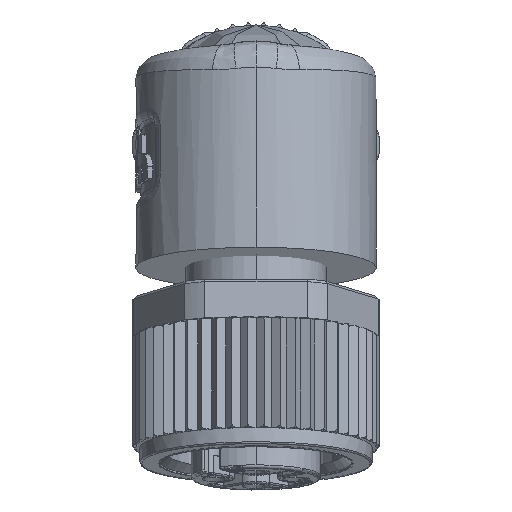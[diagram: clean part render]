
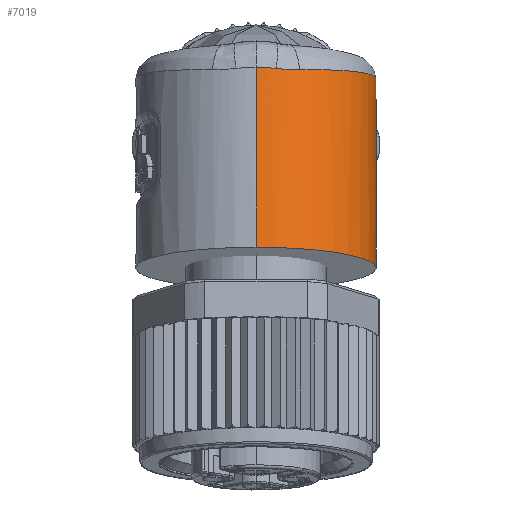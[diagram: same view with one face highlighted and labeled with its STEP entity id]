
A CAD part, front view. The second image highlights one B-rep face of the part: STEP entity #7019.
In plain terms, the highlighted cylindrical face has radius 7.5 mm (diameter 15 mm), a partial arc.
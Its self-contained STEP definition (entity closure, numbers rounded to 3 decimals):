
#7019=ADVANCED_FACE('',(#14064),#14065,.T.);
#14064=FACE_OUTER_BOUND('',#42607,.T.);
#14065=CYLINDRICAL_SURFACE('',#42608,7.5);
#42607=EDGE_LOOP('',(#64355,#64356,#64357,#64358,#64359,#64360,#64361,#64362,#64363,#64364,#64365));
#42608=AXIS2_PLACEMENT_3D('',#64366,#64367,#64368);
#64355=ORIENTED_EDGE('',*,*,#72708,.F.);
#64356=ORIENTED_EDGE('',*,*,#72712,.F.);
#64357=ORIENTED_EDGE('',*,*,#72849,.F.);
#64358=ORIENTED_EDGE('',*,*,#72850,.F.);
#64359=ORIENTED_EDGE('',*,*,#72851,.F.);
#64360=ORIENTED_EDGE('',*,*,#72714,.F.);
#64361=ORIENTED_EDGE('',*,*,#72704,.F.);
#64362=ORIENTED_EDGE('',*,*,#72852,.F.);
#64363=ORIENTED_EDGE('',*,*,#72759,.T.);
#64364=ORIENTED_EDGE('',*,*,#72853,.T.);
#64365=ORIENTED_EDGE('',*,*,#72701,.F.);
#64366=CARTESIAN_POINT('',(0.0,6.646,-7.682));
#64367=DIRECTION('',(0.0,-0.174,-0.985));
#64368=DIRECTION('',(0.0,-0.985,0.174));
#72701=EDGE_CURVE('',#84489,#84485,#84491,.T.);
#72704=EDGE_CURVE('',#84493,#84495,#84496,.T.);
#72708=EDGE_CURVE('',#84499,#84489,#84501,.T.);
#72712=EDGE_CURVE('',#84505,#84499,#84507,.T.);
#72714=EDGE_CURVE('',#84495,#84509,#84510,.T.);
#72759=EDGE_CURVE('',#84570,#84569,#84572,.T.);
#72849=EDGE_CURVE('',#84698,#84505,#84699,.T.);
#72850=EDGE_CURVE('',#84700,#84698,#84701,.T.);
#72851=EDGE_CURVE('',#84509,#84700,#84702,.T.);
#72852=EDGE_CURVE('',#84570,#84493,#84703,.T.);
#72853=EDGE_CURVE('',#84569,#84485,#84704,.T.);
#84485=VERTEX_POINT('',#110388);
#84489=VERTEX_POINT('',#110416);
#84491=B_SPLINE_CURVE_WITH_KNOTS('',3,(#110422,#110423,#110424,#110425,#110426,#110427,#110428,#110429,#110430,#110431,#110432,#110433,#110434,#110435,#110436,#110437,#110438,#110439,#110440,#110441,#110442,#110443),.UNSPECIFIED.,.F.,.F.,(4,1,1,1,1,1,1,1,1,1,1,1,1,1,1,1,1,1,1,4),(0.0,0.053,0.105,0.158,0.211,0.263,0.316,0.368,0.421,0.474,0.526,0.579,0.632,0.684,0.737,0.789,0.842,0.895,0.947,1.0),.UNSPECIFIED.);
#84493=VERTEX_POINT('',#110445);
#84495=VERTEX_POINT('',#110453);
#84496=B_SPLINE_CURVE_WITH_KNOTS('',3,(#110454,#110455,#110456,#110457,#110458,#110459,#110460,#110461),.UNSPECIFIED.,.F.,.F.,(4,1,1,1,1,4),(0.0,0.203,0.406,0.606,0.804,1.0),.UNSPECIFIED.);
#84499=VERTEX_POINT('',#110470);
#84501=B_SPLINE_CURVE_WITH_KNOTS('',3,(#110475,#110476,#110477,#110478,#110479,#110480),.UNSPECIFIED.,.F.,.F.,(4,1,1,4),(0.0,0.333,0.667,1.0),.UNSPECIFIED.);
#84505=VERTEX_POINT('',#110489);
#84507=B_SPLINE_CURVE_WITH_KNOTS('',3,(#110494,#110495,#110496,#110497,#110498,#110499),.UNSPECIFIED.,.F.,.F.,(4,1,1,4),(0.0,0.333,0.667,1.0),.UNSPECIFIED.);
#84509=VERTEX_POINT('',#110501);
#84510=B_SPLINE_CURVE_WITH_KNOTS('',3,(#110502,#110503,#110504,#110505,#110506,#110507),.UNSPECIFIED.,.F.,.F.,(4,1,1,4),(0.0,0.333,0.667,1.0),.UNSPECIFIED.);
#84569=VERTEX_POINT('',#110696);
#84570=VERTEX_POINT('',#110697);
#84572=CIRCLE('',#110699,7.5);
#84698=VERTEX_POINT('',#111410);
#84699=B_SPLINE_CURVE_WITH_KNOTS('',3,(#111411,#111412,#111413,#111414,#111415,#111416),.UNSPECIFIED.,.F.,.F.,(4,1,1,4),(0.0,0.333,0.667,1.0),.UNSPECIFIED.);
#84700=VERTEX_POINT('',#111417);
#84701=B_SPLINE_CURVE_WITH_KNOTS('',3,(#111418,#111419,#111420,#111421,#111422,#111423),.UNSPECIFIED.,.F.,.F.,(4,1,1,4),(0.0,0.333,0.667,1.0),.UNSPECIFIED.);
#84702=B_SPLINE_CURVE_WITH_KNOTS('',3,(#111424,#111425,#111426,#111427,#111428,#111429,#111430,#111431,#111432,#111433,#111434,#111435,#111436,#111437,#111438),.UNSPECIFIED.,.F.,.F.,(4,1,1,1,1,1,1,1,1,1,1,1,4),(0.0,0.083,0.167,0.25,0.333,0.417,0.5,0.583,0.667,0.75,0.833,0.917,1.0),.UNSPECIFIED.);
#84703=LINE('',#111439,#111440);
#84704=LINE('',#111441,#111442);
#110388=CARTESIAN_POINT('',(0.,14.348,-7.187));
#110416=CARTESIAN_POINT('',(6.536,11.568,-0.949));
#110422=CARTESIAN_POINT('',(6.536,11.568,-0.949));
#110423=CARTESIAN_POINT('',(6.52,11.574,-1.077));
#110424=CARTESIAN_POINT('',(6.481,11.598,-1.342));
#110425=CARTESIAN_POINT('',(6.394,11.67,-1.769));
#110426=CARTESIAN_POINT('',(6.273,11.784,-2.227));
#110427=CARTESIAN_POINT('',(6.109,11.942,-2.719));
#110428=CARTESIAN_POINT('',(5.893,12.145,-3.24));
#110429=CARTESIAN_POINT('',(5.622,12.382,-3.772));
#110430=CARTESIAN_POINT('',(5.296,12.642,-4.298));
#110431=CARTESIAN_POINT('',(4.928,12.904,-4.791));
#110432=CARTESIAN_POINT('',(4.528,13.155,-5.239));
#110433=CARTESIAN_POINT('',(4.105,13.387,-5.637));
#110434=CARTESIAN_POINT('',(3.667,13.595,-5.984));
#110435=CARTESIAN_POINT('',(3.219,13.777,-6.282));
#110436=CARTESIAN_POINT('',(2.764,13.934,-6.534));
#110437=CARTESIAN_POINT('',(2.305,14.064,-6.741));
#110438=CARTESIAN_POINT('',(1.844,14.169,-6.907));
#110439=CARTESIAN_POINT('',(1.381,14.25,-7.034));
#110440=CARTESIAN_POINT('',(0.918,14.307,-7.123));
#110441=CARTESIAN_POINT('',(0.457,14.341,-7.175));
#110442=CARTESIAN_POINT('',(0.152,14.348,-7.187));
#110443=CARTESIAN_POINT('',(0.,14.348,-7.187));
#110445=CARTESIAN_POINT('',(0.,1.239,4.847));
#110453=CARTESIAN_POINT('',(1.266,1.337,4.784));
#110454=CARTESIAN_POINT('',(0.,1.239,4.847));
#110455=CARTESIAN_POINT('',(0.086,1.239,4.847));
#110456=CARTESIAN_POINT('',(0.259,1.242,4.846));
#110457=CARTESIAN_POINT('',(0.516,1.254,4.839));
#110458=CARTESIAN_POINT('',(0.769,1.274,4.828));
#110459=CARTESIAN_POINT('',(1.019,1.302,4.81));
#110460=CARTESIAN_POINT('',(1.184,1.325,4.794));
#110461=CARTESIAN_POINT('',(1.266,1.337,4.784));
#110470=CARTESIAN_POINT('',(6.569,11.604,-0.401));
#110475=CARTESIAN_POINT('',(6.569,11.604,-0.401));
#110476=CARTESIAN_POINT('',(6.569,11.594,-0.458));
#110477=CARTESIAN_POINT('',(6.568,11.576,-0.576));
#110478=CARTESIAN_POINT('',(6.557,11.563,-0.758));
#110479=CARTESIAN_POINT('',(6.544,11.565,-0.885));
#110480=CARTESIAN_POINT('',(6.536,11.568,-0.949));
#110489=CARTESIAN_POINT('',(6.561,11.795,0.599));
#110494=CARTESIAN_POINT('',(6.561,11.795,0.599));
#110495=CARTESIAN_POINT('',(6.562,11.774,0.488));
#110496=CARTESIAN_POINT('',(6.564,11.732,0.266));
#110497=CARTESIAN_POINT('',(6.567,11.667,-0.067));
#110498=CARTESIAN_POINT('',(6.568,11.625,-0.29));
#110499=CARTESIAN_POINT('',(6.569,11.604,-0.401));
#110501=CARTESIAN_POINT('',(2.72,1.732,4.701));
#110502=CARTESIAN_POINT('',(1.266,1.337,4.784));
#110503=CARTESIAN_POINT('',(1.44,1.364,4.765));
#110504=CARTESIAN_POINT('',(1.781,1.43,4.731));
#110505=CARTESIAN_POINT('',(2.267,1.564,4.702));
#110506=CARTESIAN_POINT('',(2.572,1.673,4.699));
#110507=CARTESIAN_POINT('',(2.72,1.732,4.701));
#110696=CARTESIAN_POINT('',(0.,14.032,-8.984));
#110697=CARTESIAN_POINT('',(0.0,-0.741,-6.379));
#110699=AXIS2_PLACEMENT_3D('',#121753,#121754,#121755);
#111410=CARTESIAN_POINT('',(6.507,12.012,1.274));
#111411=CARTESIAN_POINT('',(6.507,12.012,1.274));
#111412=CARTESIAN_POINT('',(6.519,11.977,1.194));
#111413=CARTESIAN_POINT('',(6.539,11.913,1.038));
#111414=CARTESIAN_POINT('',(6.556,11.841,0.812));
#111415=CARTESIAN_POINT('',(6.561,11.808,0.669));
#111416=CARTESIAN_POINT('',(6.561,11.795,0.599));
#111417=CARTESIAN_POINT('',(5.818,13.425,3.511));
#111418=CARTESIAN_POINT('',(5.818,13.425,3.511));
#111419=CARTESIAN_POINT('',(5.945,13.22,3.248));
#111420=CARTESIAN_POINT('',(6.158,12.838,2.731));
#111421=CARTESIAN_POINT('',(6.378,12.363,1.986));
#111422=CARTESIAN_POINT('',(6.471,12.117,1.509));
#111423=CARTESIAN_POINT('',(6.507,12.012,1.274));
#111424=CARTESIAN_POINT('',(2.72,1.732,4.701));
#111425=CARTESIAN_POINT('',(3.086,1.877,4.707));
#111426=CARTESIAN_POINT('',(3.796,2.226,4.71));
#111427=CARTESIAN_POINT('',(4.763,2.904,4.689));
#111428=CARTESIAN_POINT('',(5.613,3.722,4.644));
#111429=CARTESIAN_POINT('',(6.321,4.651,4.577));
#111430=CARTESIAN_POINT('',(6.89,5.702,4.488));
#111431=CARTESIAN_POINT('',(7.282,6.819,4.381));
#111432=CARTESIAN_POINT('',(7.492,7.984,4.257));
#111433=CARTESIAN_POINT('',(7.52,9.138,4.124));
#111434=CARTESIAN_POINT('',(7.361,10.32,3.976));
#111435=CARTESIAN_POINT('',(7.019,11.445,3.823));
#111436=CARTESIAN_POINT('',(6.508,12.494,3.667));
#111437=CARTESIAN_POINT('',(6.063,13.128,3.563));
#111438=CARTESIAN_POINT('',(5.818,13.425,3.511));
#111439=CARTESIAN_POINT('',(0.0,-0.741,-6.379));
#111440=VECTOR('',#121775,11.4);
#111441=CARTESIAN_POINT('',(0.,14.032,-8.984));
#111442=VECTOR('',#121776,1.825);
#121753=CARTESIAN_POINT('',(0.0,6.646,-7.682));
#121754=DIRECTION('',(0.0,0.174,0.985));
#121755=DIRECTION('',(0.0,-0.985,0.174));
#121775=DIRECTION('',(0.,0.174,0.985));
#121776=DIRECTION('',(0.,0.174,0.985));
